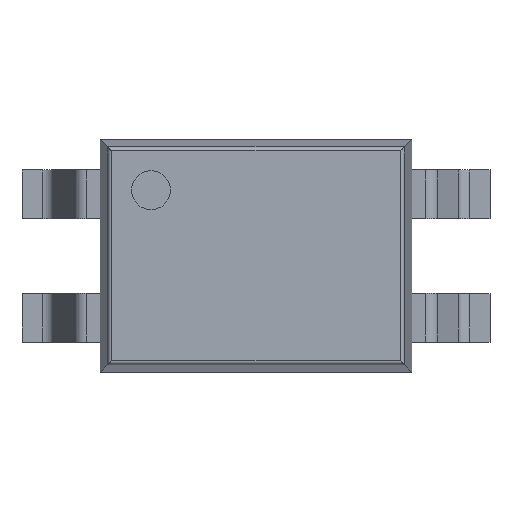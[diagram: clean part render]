
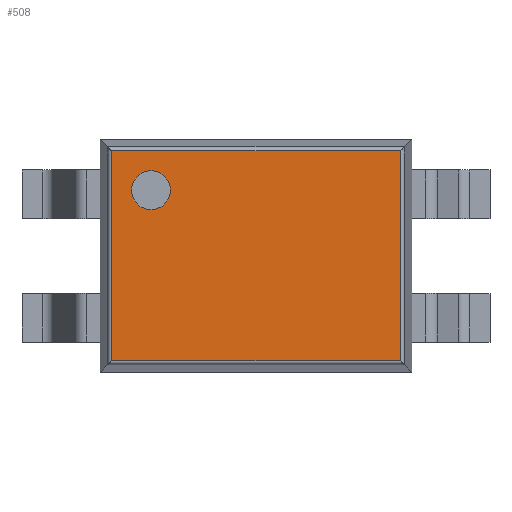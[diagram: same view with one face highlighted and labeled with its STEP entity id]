
A CAD part, top view. The second image highlights one B-rep face of the part: STEP entity #508.
In plain terms, the highlighted planar face has unit normal (0, 0, 1).
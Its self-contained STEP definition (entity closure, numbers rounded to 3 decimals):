
#414 = VERTEX_POINT( '', #415 ) ;
#415 = CARTESIAN_POINT( '', (-2.969,-2.159,3.15 )) ;
#422 = EDGE_CURVE( '', #414, #423, #425, .T.) ;
#423 = VERTEX_POINT( '', #424 ) ;
#424 = CARTESIAN_POINT( '', (-2.969,2.159,3.15 )) ;
#425 = LINE( '', #426, #427 ) ;
#426 = CARTESIAN_POINT( '', (-2.969,-2.23,3.15 )) ;
#427 = VECTOR( '', #428,1.0 ) ;
#428 = DIRECTION( '', (0.0,1.0,0.0 )) ;
#489 = VERTEX_POINT( '', #490 ) ;
#490 = CARTESIAN_POINT( '', (2.969,-2.159,3.15 )) ;
#497 = EDGE_CURVE( '', #489, #414, #498, .F.) ;
#498 = LINE( '', #499, #500 ) ;
#499 = CARTESIAN_POINT( '', (-3.04,-2.159,3.15 )) ;
#500 = VECTOR( '', #501,1.0 ) ;
#501 = DIRECTION( '', (1.0,0.0,0.0 )) ;
#508 = ADVANCED_FACE( '', (#509, #527 ), #538, .T.) ;
#509 = FACE_BOUND( '', #510, .T.) ;
#510 = EDGE_LOOP( '', (#511, #512, #513, #521 )) ;
#511 = ORIENTED_EDGE( '',*,*, #422, .F.) ;
#512 = ORIENTED_EDGE( '',*,*, #497, .F.) ;
#513 = ORIENTED_EDGE( '',*,*, #514, .T.) ;
#514 = EDGE_CURVE( '', #489, #515, #517, .T.) ;
#515 = VERTEX_POINT( '', #516 ) ;
#516 = CARTESIAN_POINT( '', (2.969,2.159,3.15 )) ;
#517 = LINE( '', #518, #519 ) ;
#518 = CARTESIAN_POINT( '', (2.969,-2.23,3.15 )) ;
#519 = VECTOR( '', #520,1.0 ) ;
#520 = DIRECTION( '', (0.0,1.0,0.0 )) ;
#521 = ORIENTED_EDGE( '',*,*, #522, .T.) ;
#522 = EDGE_CURVE( '', #515, #423, #523, .F.) ;
#523 = LINE( '', #524, #525 ) ;
#524 = CARTESIAN_POINT( '', (-3.04,2.159,3.15 )) ;
#525 = VECTOR( '', #526,1.0 ) ;
#526 = DIRECTION( '', (1.0,0.0,0.0 )) ;
#527 = FACE_BOUND( '', #528, .T.) ;
#528 = EDGE_LOOP( '', (#529 )) ;
#529 = ORIENTED_EDGE( '',*,*, #530, .T.) ;
#530 = EDGE_CURVE( '', #531, #531, #533, .F.) ;
#531 = VERTEX_POINT( '', #532 ) ;
#532 = CARTESIAN_POINT( '', (-1.76,1.35,3.15 )) ;
#533 = CIRCLE( '', #534,0.4 ) ;
#534 = AXIS2_PLACEMENT_3D( '', #535, #536, #537 ) ;
#535 = CARTESIAN_POINT( '', (-2.16,1.35,3.15 )) ;
#536 = DIRECTION( '', (0.0,0.0,1.0 )) ;
#537 = DIRECTION( '', (1.0,0.0,0.0 )) ;
#538 = PLANE( '', #539 ) ;
#539 = AXIS2_PLACEMENT_3D( '', #540, #541, #542 ) ;
#540 = CARTESIAN_POINT( '', (-3.2,-2.39,3.15 )) ;
#541 = DIRECTION( '', (0.0,0.0,1.0 )) ;
#542 = DIRECTION( '', (1.0,0.0,0.0 )) ;
